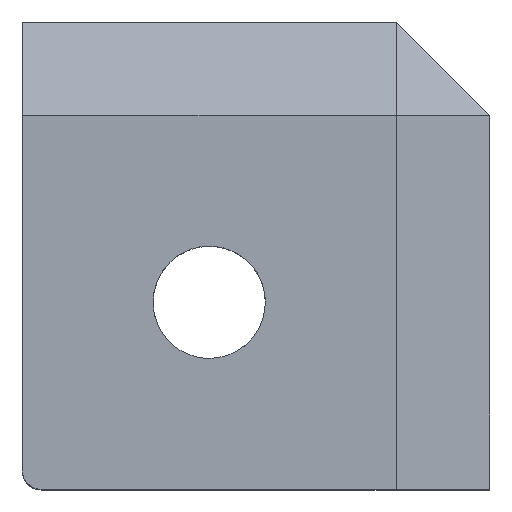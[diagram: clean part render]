
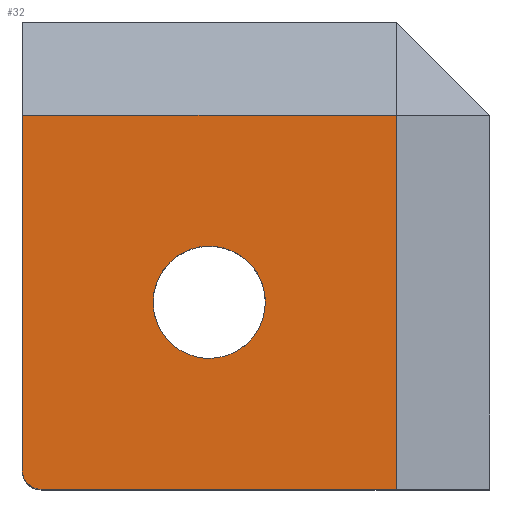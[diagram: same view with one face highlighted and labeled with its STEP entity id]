
A CAD part, top view. The second image highlights one B-rep face of the part: STEP entity #32.
In plain terms, the highlighted planar face has unit normal (0, 0, 1).
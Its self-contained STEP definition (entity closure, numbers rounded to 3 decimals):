
#17=FACE_BOUND('',#163,.T.);
#32=ADVANCED_FACE('',(#96,#17),#973,.T.);
#96=FACE_OUTER_BOUND('',#162,.T.);
#162=EDGE_LOOP('',(#269,#270,#271,#272,#273));
#163=EDGE_LOOP('',(#274,#275));
#269=ORIENTED_EDGE('',*,*,#554,.F.);
#270=ORIENTED_EDGE('',*,*,#552,.F.);
#271=ORIENTED_EDGE('',*,*,#549,.F.);
#272=ORIENTED_EDGE('',*,*,#600,.F.);
#273=ORIENTED_EDGE('',*,*,#621,.T.);
#274=ORIENTED_EDGE('',*,*,#591,.T.);
#275=ORIENTED_EDGE('',*,*,#670,.T.);
#549=EDGE_CURVE('',#854,#855,#752,.T.);
#552=EDGE_CURVE('',#855,#856,#755,.T.);
#554=EDGE_CURVE('',#856,#885,#757,.T.);
#591=EDGE_CURVE('',#877,#924,#692,.T.);
#600=EDGE_CURVE('',#886,#854,#797,.T.);
#621=EDGE_CURVE('',#886,#885,#698,.T.);
#670=EDGE_CURVE('',#924,#877,#721,.T.);
#692=(
BOUNDED_CURVE()
B_SPLINE_CURVE(2,(#1583,#1584,#1585,#1586,#1587),.UNSPECIFIED.,.F.,.F.)
B_SPLINE_CURVE_WITH_KNOTS((3,2,3),(-18.85,-14.137,
-9.425),.UNSPECIFIED.)
CURVE()
GEOMETRIC_REPRESENTATION_ITEM()
RATIONAL_B_SPLINE_CURVE((1.,0.707,1.,0.707,1.))
REPRESENTATION_ITEM('')
);
#698=(
BOUNDED_CURVE()
B_SPLINE_CURVE(2,(#1657,#1658,#1659),.UNSPECIFIED.,.F.,.F.)
B_SPLINE_CURVE_WITH_KNOTS((3,3),(-1.571,0.),.UNSPECIFIED.)
CURVE()
GEOMETRIC_REPRESENTATION_ITEM()
RATIONAL_B_SPLINE_CURVE((1.,0.707,1.))
REPRESENTATION_ITEM('')
);
#721=(
BOUNDED_CURVE()
B_SPLINE_CURVE(2,(#1892,#1893,#1894,#1895,#1896),.UNSPECIFIED.,.F.,.F.)
B_SPLINE_CURVE_WITH_KNOTS((3,2,3),(-9.425,-4.712,
0.),.UNSPECIFIED.)
CURVE()
GEOMETRIC_REPRESENTATION_ITEM()
RATIONAL_B_SPLINE_CURVE((1.,0.707,1.,0.707,1.))
REPRESENTATION_ITEM('')
);
#752=B_SPLINE_CURVE_WITH_KNOTS('',1,(#1493,#1494),.UNSPECIFIED.,.F.,.F.,
(2,2),(0.,20.),.UNSPECIFIED.);
#755=B_SPLINE_CURVE_WITH_KNOTS('',1,(#1499,#1500),.UNSPECIFIED.,.F.,.F.,
(2,2),(20.,26.8),.UNSPECIFIED.);
#757=B_SPLINE_CURVE_WITH_KNOTS('',1,(#1503,#1504),.UNSPECIFIED.,.F.,.F.,
(2,2),(26.8,45.8),.UNSPECIFIED.);
#797=B_SPLINE_CURVE_WITH_KNOTS('',1,(#1613,#1614),.UNSPECIFIED.,.F.,.F.,
(2,2),(47.14,53.6),.UNSPECIFIED.);
#854=VERTEX_POINT('',#1382);
#855=VERTEX_POINT('',#1383);
#856=VERTEX_POINT('',#1384);
#877=VERTEX_POINT('',#1405);
#885=VERTEX_POINT('',#1413);
#886=VERTEX_POINT('',#1414);
#924=VERTEX_POINT('',#1452);
#973=PLANE('',#1029);
#1029=AXIS2_PLACEMENT_3D('',#1107,#1068,$);
#1068=DIRECTION('',(0.,0.,1.));
#1107=CARTESIAN_POINT('',(-91.442,-521.913,15.));
#1382=CARTESIAN_POINT('',(-91.442,-521.913,15.));
#1383=CARTESIAN_POINT('',(-71.442,-521.913,15.));
#1384=CARTESIAN_POINT('',(-71.442,-541.913,15.));
#1405=CARTESIAN_POINT('',(-78.442,-531.913,15.));
#1413=CARTESIAN_POINT('',(-90.442,-541.913,15.));
#1414=CARTESIAN_POINT('',(-91.442,-540.913,15.));
#1452=CARTESIAN_POINT('',(-84.442,-531.913,15.));
#1493=CARTESIAN_POINT('',(-91.442,-521.913,15.));
#1494=CARTESIAN_POINT('',(-71.442,-521.913,15.));
#1499=CARTESIAN_POINT('',(-71.442,-521.913,15.));
#1500=CARTESIAN_POINT('',(-71.442,-541.913,15.));
#1503=CARTESIAN_POINT('',(-71.442,-541.913,15.));
#1504=CARTESIAN_POINT('',(-90.442,-541.913,15.));
#1583=CARTESIAN_POINT('',(-78.442,-531.913,15.));
#1584=CARTESIAN_POINT('',(-78.442,-534.913,15.));
#1585=CARTESIAN_POINT('',(-81.442,-534.913,15.));
#1586=CARTESIAN_POINT('',(-84.442,-534.913,15.));
#1587=CARTESIAN_POINT('',(-84.442,-531.913,15.));
#1613=CARTESIAN_POINT('',(-91.442,-540.913,15.));
#1614=CARTESIAN_POINT('',(-91.442,-521.913,15.));
#1657=CARTESIAN_POINT('',(-91.442,-540.913,15.));
#1658=CARTESIAN_POINT('',(-91.442,-541.913,15.));
#1659=CARTESIAN_POINT('',(-90.442,-541.913,15.));
#1892=CARTESIAN_POINT('',(-84.442,-531.913,15.));
#1893=CARTESIAN_POINT('',(-84.442,-528.913,15.));
#1894=CARTESIAN_POINT('',(-81.442,-528.913,15.));
#1895=CARTESIAN_POINT('',(-78.442,-528.913,15.));
#1896=CARTESIAN_POINT('',(-78.442,-531.913,15.));
